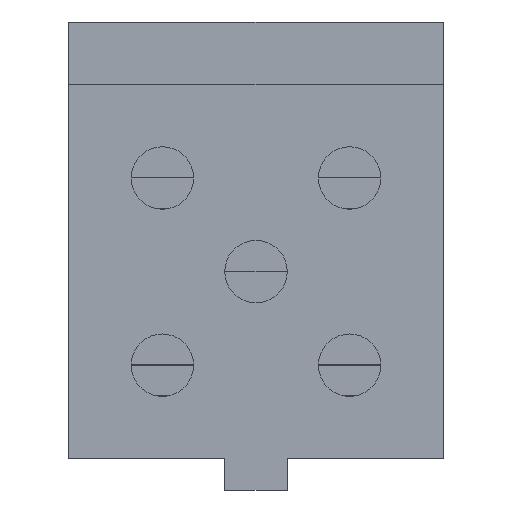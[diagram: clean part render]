
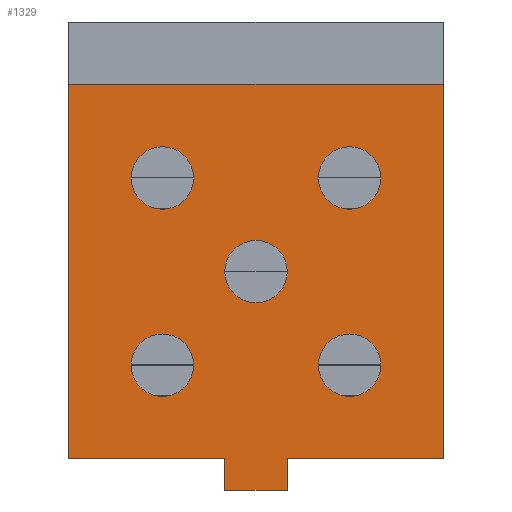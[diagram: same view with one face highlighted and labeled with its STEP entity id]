
A CAD part, front view. The second image highlights one B-rep face of the part: STEP entity #1329.
In plain terms, the highlighted face is planar.
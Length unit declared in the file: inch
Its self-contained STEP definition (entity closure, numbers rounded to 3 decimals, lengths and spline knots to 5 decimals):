
#80=CIRCLE('',#1479,0.5);
#82=CIRCLE('',#1482,0.5);
#84=CIRCLE('',#1485,0.5);
#86=CIRCLE('',#1488,0.5);
#88=CIRCLE('',#1491,0.5);
#119=FACE_BOUND('',#251,.T.);
#120=FACE_BOUND('',#252,.T.);
#121=FACE_BOUND('',#253,.T.);
#122=FACE_BOUND('',#254,.T.);
#123=FACE_BOUND('',#255,.T.);
#176=FACE_OUTER_BOUND('',#250,.T.);
#250=EDGE_LOOP('',(#1148,#1149,#1150,#1151,#1152,#1153,#1154,#1155,#1156,
#1157,#1158,#1159,#1160,#1161,#1162,#1163));
#251=EDGE_LOOP('',(#1164));
#252=EDGE_LOOP('',(#1165));
#253=EDGE_LOOP('',(#1166));
#254=EDGE_LOOP('',(#1167));
#255=EDGE_LOOP('',(#1168));
#353=LINE('',#2072,#514);
#358=LINE('',#2081,#519);
#362=LINE('',#2090,#523);
#365=LINE('',#2096,#526);
#366=LINE('',#2099,#527);
#374=LINE('',#2135,#535);
#377=LINE('',#2141,#538);
#380=LINE('',#2147,#541);
#383=LINE('',#2153,#544);
#386=LINE('',#2159,#547);
#389=LINE('',#2165,#550);
#392=LINE('',#2171,#553);
#395=LINE('',#2176,#556);
#399=LINE('',#2183,#560);
#400=LINE('',#2186,#561);
#403=LINE('',#2191,#564);
#514=VECTOR('',#1691,0.3937);
#519=VECTOR('',#1698,0.3937);
#523=VECTOR('',#1704,0.3937);
#526=VECTOR('',#1709,0.3937);
#527=VECTOR('',#1712,0.3937);
#535=VECTOR('',#1752,0.3937);
#538=VECTOR('',#1757,0.3937);
#541=VECTOR('',#1762,0.3937);
#544=VECTOR('',#1767,0.3937);
#547=VECTOR('',#1772,0.3937);
#550=VECTOR('',#1777,0.3937);
#553=VECTOR('',#1782,0.3937);
#556=VECTOR('',#1787,0.3937);
#560=VECTOR('',#1793,0.3937);
#561=VECTOR('',#1796,0.3937);
#564=VECTOR('',#1801,0.3937);
#646=VERTEX_POINT('',#2068);
#648=VERTEX_POINT('',#2071);
#650=VERTEX_POINT('',#2077);
#653=VERTEX_POINT('',#2084);
#655=VERTEX_POINT('',#2088);
#657=VERTEX_POINT('',#2094);
#658=VERTEX_POINT('',#2098);
#661=VERTEX_POINT('',#2106);
#663=VERTEX_POINT('',#2112);
#665=VERTEX_POINT('',#2118);
#667=VERTEX_POINT('',#2124);
#669=VERTEX_POINT('',#2130);
#670=VERTEX_POINT('',#2134);
#672=VERTEX_POINT('',#2140);
#674=VERTEX_POINT('',#2146);
#676=VERTEX_POINT('',#2152);
#678=VERTEX_POINT('',#2158);
#680=VERTEX_POINT('',#2164);
#682=VERTEX_POINT('',#2170);
#685=VERTEX_POINT('',#2181);
#686=VERTEX_POINT('',#2185);
#789=EDGE_CURVE('',#646,#648,#353,.T.);
#794=EDGE_CURVE('',#648,#650,#358,.T.);
#798=EDGE_CURVE('',#653,#655,#362,.T.);
#801=EDGE_CURVE('',#657,#655,#365,.T.);
#802=EDGE_CURVE('',#653,#658,#366,.T.);
#807=EDGE_CURVE('',#661,#661,#80,.T.);
#810=EDGE_CURVE('',#663,#663,#82,.T.);
#813=EDGE_CURVE('',#665,#665,#84,.T.);
#816=EDGE_CURVE('',#667,#667,#86,.T.);
#819=EDGE_CURVE('',#669,#669,#88,.T.);
#820=EDGE_CURVE('',#658,#670,#374,.T.);
#823=EDGE_CURVE('',#672,#657,#377,.T.);
#826=EDGE_CURVE('',#674,#672,#380,.T.);
#829=EDGE_CURVE('',#676,#674,#383,.T.);
#832=EDGE_CURVE('',#678,#676,#386,.T.);
#835=EDGE_CURVE('',#680,#678,#389,.T.);
#838=EDGE_CURVE('',#682,#680,#392,.T.);
#841=EDGE_CURVE('',#682,#650,#395,.T.);
#845=EDGE_CURVE('',#685,#646,#399,.T.);
#846=EDGE_CURVE('',#686,#685,#400,.T.);
#849=EDGE_CURVE('',#670,#686,#403,.T.);
#1148=ORIENTED_EDGE('',*,*,#849,.F.);
#1149=ORIENTED_EDGE('',*,*,#820,.F.);
#1150=ORIENTED_EDGE('',*,*,#802,.F.);
#1151=ORIENTED_EDGE('',*,*,#798,.T.);
#1152=ORIENTED_EDGE('',*,*,#801,.F.);
#1153=ORIENTED_EDGE('',*,*,#823,.F.);
#1154=ORIENTED_EDGE('',*,*,#826,.F.);
#1155=ORIENTED_EDGE('',*,*,#829,.F.);
#1156=ORIENTED_EDGE('',*,*,#832,.F.);
#1157=ORIENTED_EDGE('',*,*,#835,.F.);
#1158=ORIENTED_EDGE('',*,*,#838,.F.);
#1159=ORIENTED_EDGE('',*,*,#841,.T.);
#1160=ORIENTED_EDGE('',*,*,#794,.F.);
#1161=ORIENTED_EDGE('',*,*,#789,.F.);
#1162=ORIENTED_EDGE('',*,*,#845,.F.);
#1163=ORIENTED_EDGE('',*,*,#846,.F.);
#1164=ORIENTED_EDGE('',*,*,#819,.F.);
#1165=ORIENTED_EDGE('',*,*,#816,.F.);
#1166=ORIENTED_EDGE('',*,*,#813,.F.);
#1167=ORIENTED_EDGE('',*,*,#810,.F.);
#1168=ORIENTED_EDGE('',*,*,#807,.F.);
#1264=PLANE('',#1504);
#1329=ADVANCED_FACE('',(#176,#119,#120,#121,#122,#123),#1264,.F.);
#1479=AXIS2_PLACEMENT_3D('',#2108,#1720,#1721);
#1482=AXIS2_PLACEMENT_3D('',#2114,#1727,#1728);
#1485=AXIS2_PLACEMENT_3D('',#2120,#1734,#1735);
#1488=AXIS2_PLACEMENT_3D('',#2126,#1741,#1742);
#1491=AXIS2_PLACEMENT_3D('',#2132,#1748,#1749);
#1504=AXIS2_PLACEMENT_3D('',#2194,#1805,#1806);
#1691=DIRECTION('',(0.,-1.,0.));
#1698=DIRECTION('',(1.,0.,0.));
#1704=DIRECTION('',(0.,-1.,0.));
#1709=DIRECTION('',(1.,0.,0.));
#1712=DIRECTION('',(1.,0.,0.));
#1720=DIRECTION('center_axis',(0.,0.,-1.));
#1721=DIRECTION('ref_axis',(-1.,0.,0.));
#1727=DIRECTION('center_axis',(0.,0.,-1.));
#1728=DIRECTION('ref_axis',(-1.,0.,0.));
#1734=DIRECTION('center_axis',(0.,0.,-1.));
#1735=DIRECTION('ref_axis',(-1.,0.,0.));
#1741=DIRECTION('center_axis',(0.,0.,-1.));
#1742=DIRECTION('ref_axis',(-1.,0.,0.));
#1748=DIRECTION('center_axis',(0.,0.,-1.));
#1749=DIRECTION('ref_axis',(-1.,0.,0.));
#1752=DIRECTION('',(0.,-1.,0.));
#1757=DIRECTION('',(0.,-1.,0.));
#1762=DIRECTION('',(-1.,0.,0.));
#1767=DIRECTION('',(0.,-1.,0.));
#1772=DIRECTION('',(-1.,0.,0.));
#1777=DIRECTION('',(0.,1.,0.));
#1782=DIRECTION('',(-1.,0.,0.));
#1787=DIRECTION('',(0.,-1.,0.));
#1793=DIRECTION('',(1.,0.,0.));
#1796=DIRECTION('',(0.,1.,0.));
#1801=DIRECTION('',(1.,0.,0.));
#1805=DIRECTION('center_axis',(0.,0.,1.));
#1806=DIRECTION('ref_axis',(1.,0.,0.));
#2068=CARTESIAN_POINT('',(5.5,0.,0.));
#2071=CARTESIAN_POINT('',(5.5,-0.5,0.));
#2072=CARTESIAN_POINT('',(5.5,0.,0.));
#2077=CARTESIAN_POINT('',(6.,-0.5,0.));
#2081=CARTESIAN_POINT('',(5.5,-0.5,0.));
#2084=CARTESIAN_POINT('',(0.5,0.,0.));
#2088=CARTESIAN_POINT('',(0.5,-0.5,0.));
#2090=CARTESIAN_POINT('',(0.5,0.,0.));
#2094=CARTESIAN_POINT('',(0.,-0.5,0.));
#2096=CARTESIAN_POINT('',(0.,-0.5,0.));
#2098=CARTESIAN_POINT('',(2.5,0.,0.));
#2099=CARTESIAN_POINT('',(0.,0.,0.));
#2106=CARTESIAN_POINT('',(5.,1.5,0.));
#2108=CARTESIAN_POINT('Origin',(4.5,1.5,0.));
#2112=CARTESIAN_POINT('',(5.,4.5,0.));
#2114=CARTESIAN_POINT('Origin',(4.5,4.5,0.));
#2118=CARTESIAN_POINT('',(3.5,3.,0.));
#2120=CARTESIAN_POINT('Origin',(3.,3.,0.));
#2124=CARTESIAN_POINT('',(2.,4.5,0.));
#2126=CARTESIAN_POINT('Origin',(1.5,4.5,0.));
#2130=CARTESIAN_POINT('',(2.,1.5,0.));
#2132=CARTESIAN_POINT('Origin',(1.5,1.5,0.));
#2134=CARTESIAN_POINT('',(2.5,-0.5,0.));
#2135=CARTESIAN_POINT('',(2.5,6.,0.));
#2140=CARTESIAN_POINT('',(0.,6.,0.));
#2141=CARTESIAN_POINT('',(0.,6.,0.));
#2146=CARTESIAN_POINT('',(2.5,6.,0.));
#2147=CARTESIAN_POINT('',(2.5,6.,0.));
#2152=CARTESIAN_POINT('',(2.5,6.5,0.));
#2153=CARTESIAN_POINT('',(2.5,6.5,0.));
#2158=CARTESIAN_POINT('',(3.5,6.5,0.));
#2159=CARTESIAN_POINT('',(3.5,6.5,0.));
#2164=CARTESIAN_POINT('',(3.5,6.,0.));
#2165=CARTESIAN_POINT('',(3.5,6.,0.));
#2170=CARTESIAN_POINT('',(6.,6.,0.));
#2171=CARTESIAN_POINT('',(6.,6.,0.));
#2176=CARTESIAN_POINT('',(6.,0.,0.));
#2181=CARTESIAN_POINT('',(3.5,0.,0.));
#2183=CARTESIAN_POINT('',(0.,0.,0.));
#2185=CARTESIAN_POINT('',(3.5,-0.5,0.));
#2186=CARTESIAN_POINT('',(3.5,-0.5,0.));
#2191=CARTESIAN_POINT('',(2.5,-0.5,0.));
#2194=CARTESIAN_POINT('Origin',(3.,3.,0.));
